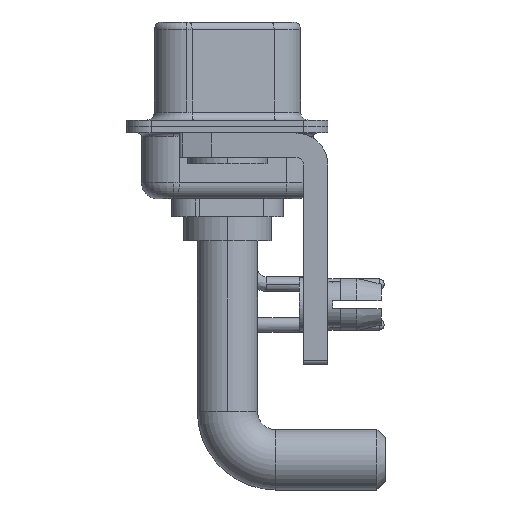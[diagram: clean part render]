
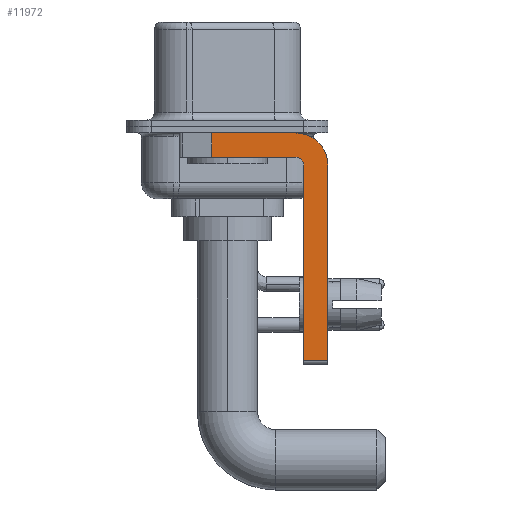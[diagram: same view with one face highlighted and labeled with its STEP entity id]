
A CAD part, left-side view. The second image highlights one B-rep face of the part: STEP entity #11972.
In plain terms, the highlighted planar face has unit normal (-1, 0, 0).
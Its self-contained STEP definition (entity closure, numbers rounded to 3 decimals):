
#27 = CARTESIAN_POINT ( 'NONE',  ( -2.9, -4.25, -2.4 ) ) ;
#134 = VERTEX_POINT ( 'NONE', #4743 ) ;
#339 = EDGE_CURVE ( 'NONE', #134, #17899, #24618, .T. ) ;
#2324 = DIRECTION ( 'NONE',  ( 0., 0., -1. ) ) ;
#2809 = CARTESIAN_POINT ( 'NONE',  ( -2.9, -4.25, -2.4 ) ) ;
#2959 = DIRECTION ( 'NONE',  ( 0., 0., 1. ) ) ;
#3373 = LINE ( 'NONE', #12577, #28577 ) ;
#3654 = CIRCLE ( 'NONE', #9523, 0.5 ) ;
#4246 = CARTESIAN_POINT ( 'NONE',  ( -2.9, -4.75, -14.8 ) ) ;
#4318 = DIRECTION ( 'NONE',  ( 0., 1., 0. ) ) ;
#4419 = CARTESIAN_POINT ( 'NONE',  ( -2.9, 3., -0.4 ) ) ;
#4743 = CARTESIAN_POINT ( 'NONE',  ( -2.9, -4.75, -14.55 ) ) ;
#5172 = CARTESIAN_POINT ( 'NONE',  ( -2.9, -6.25, -2.4 ) ) ;
#6526 = FACE_OUTER_BOUND ( 'NONE', #12069, .T. ) ;
#7081 = VERTEX_POINT ( 'NONE', #13331 ) ;
#7357 = CARTESIAN_POINT ( 'NONE',  ( -2.9, 0.978, -1.9 ) ) ;
#7708 = DIRECTION ( 'NONE',  ( -1., 0., 0. ) ) ;
#7829 = CARTESIAN_POINT ( 'NONE',  ( -2.9, 0.978, -0.4 ) ) ;
#7897 = ORIENTED_EDGE ( 'NONE', *, *, #339, .T. ) ;
#8523 = DIRECTION ( 'NONE',  ( 0., 0., -1. ) ) ;
#8875 = VERTEX_POINT ( 'NONE', #29408 ) ;
#9340 = ORIENTED_EDGE ( 'NONE', *, *, #20059, .F. ) ;
#9523 = AXIS2_PLACEMENT_3D ( 'NONE', #2809, #7708, #2959 ) ;
#9739 = CIRCLE ( 'NONE', #26887, 2. ) ;
#10678 = DIRECTION ( 'NONE',  ( 0., -1., 0. ) ) ;
#10931 = CARTESIAN_POINT ( 'NONE',  ( -2.9, -4.25, -1.9 ) ) ;
#11191 = ORIENTED_EDGE ( 'NONE', *, *, #29981, .F. ) ;
#11264 = VERTEX_POINT ( 'NONE', #7357 ) ;
#11972 = ADVANCED_FACE ( 'NONE', ( #6526 ), #22631, .F. ) ;
#12069 = EDGE_LOOP ( 'NONE', ( #24202, #28563, #9340, #15993, #19228, #7897, #13459, #11191 ) ) ;
#12577 = CARTESIAN_POINT ( 'NONE',  ( -2.9, -6.25, -2.4 ) ) ;
#12641 = VECTOR ( 'NONE', #30179, 1000. ) ;
#13232 = VERTEX_POINT ( 'NONE', #5172 ) ;
#13331 = CARTESIAN_POINT ( 'NONE',  ( -2.9, -4.75, -2.4 ) ) ;
#13459 = ORIENTED_EDGE ( 'NONE', *, *, #13598, .F. ) ;
#13598 = EDGE_CURVE ( 'NONE', #13232, #17899, #3373, .T. ) ;
#13624 = DIRECTION ( 'NONE',  ( 0., 0., 1. ) ) ;
#14875 = EDGE_CURVE ( 'NONE', #7081, #19151, #3654, .T. ) ;
#15299 = DIRECTION ( 'NONE',  ( 1., 0., 0. ) ) ;
#15993 = ORIENTED_EDGE ( 'NONE', *, *, #14875, .F. ) ;
#16857 = CARTESIAN_POINT ( 'NONE',  ( -2.9, -4.25, -14.55 ) ) ;
#17861 = EDGE_CURVE ( 'NONE', #30220, #11264, #18280, .T. ) ;
#17899 = VERTEX_POINT ( 'NONE', #22877 ) ;
#18131 = CARTESIAN_POINT ( 'NONE',  ( -2.9, 0.978, -1.9 ) ) ;
#18280 = LINE ( 'NONE', #18131, #26348 ) ;
#19151 = VERTEX_POINT ( 'NONE', #10931 ) ;
#19228 = ORIENTED_EDGE ( 'NONE', *, *, #20009, .F. ) ;
#20009 = EDGE_CURVE ( 'NONE', #134, #7081, #25259, .T. ) ;
#20059 = EDGE_CURVE ( 'NONE', #19151, #11264, #25170, .T. ) ;
#20970 = LINE ( 'NONE', #4419, #12641 ) ;
#22631 = PLANE ( 'NONE',  #28908 ) ;
#22877 = CARTESIAN_POINT ( 'NONE',  ( -2.9, -6.25, -14.55 ) ) ;
#23808 = VECTOR ( 'NONE', #4318, 1000. ) ;
#24202 = ORIENTED_EDGE ( 'NONE', *, *, #29141, .F. ) ;
#24476 = CARTESIAN_POINT ( 'NONE',  ( -2.9, -4.25, -2.4 ) ) ;
#24618 = LINE ( 'NONE', #16857, #30213 ) ;
#24664 = DIRECTION ( 'NONE',  ( 0., 0., -1. ) ) ;
#25170 = LINE ( 'NONE', #30223, #23808 ) ;
#25259 = LINE ( 'NONE', #4246, #25796 ) ;
#25796 = VECTOR ( 'NONE', #13624, 1000. ) ;
#26348 = VECTOR ( 'NONE', #28101, 1000. ) ;
#26887 = AXIS2_PLACEMENT_3D ( 'NONE', #27, #27942, #2324 ) ;
#27942 = DIRECTION ( 'NONE',  ( 1., 0., 0. ) ) ;
#28101 = DIRECTION ( 'NONE',  ( 0., 0., -1. ) ) ;
#28563 = ORIENTED_EDGE ( 'NONE', *, *, #17861, .T. ) ;
#28577 = VECTOR ( 'NONE', #24664, 1000. ) ;
#28908 = AXIS2_PLACEMENT_3D ( 'NONE', #24476, #15299, #8523 ) ;
#29141 = EDGE_CURVE ( 'NONE', #30220, #8875, #20970, .T. ) ;
#29408 = CARTESIAN_POINT ( 'NONE',  ( -2.9, -4.25, -0.4 ) ) ;
#29981 = EDGE_CURVE ( 'NONE', #8875, #13232, #9739, .T. ) ;
#30179 = DIRECTION ( 'NONE',  ( 0., -1., 0. ) ) ;
#30213 = VECTOR ( 'NONE', #10678, 1000. ) ;
#30220 = VERTEX_POINT ( 'NONE', #7829 ) ;
#30223 = CARTESIAN_POINT ( 'NONE',  ( -2.9, -4.25, -1.9 ) ) ;
